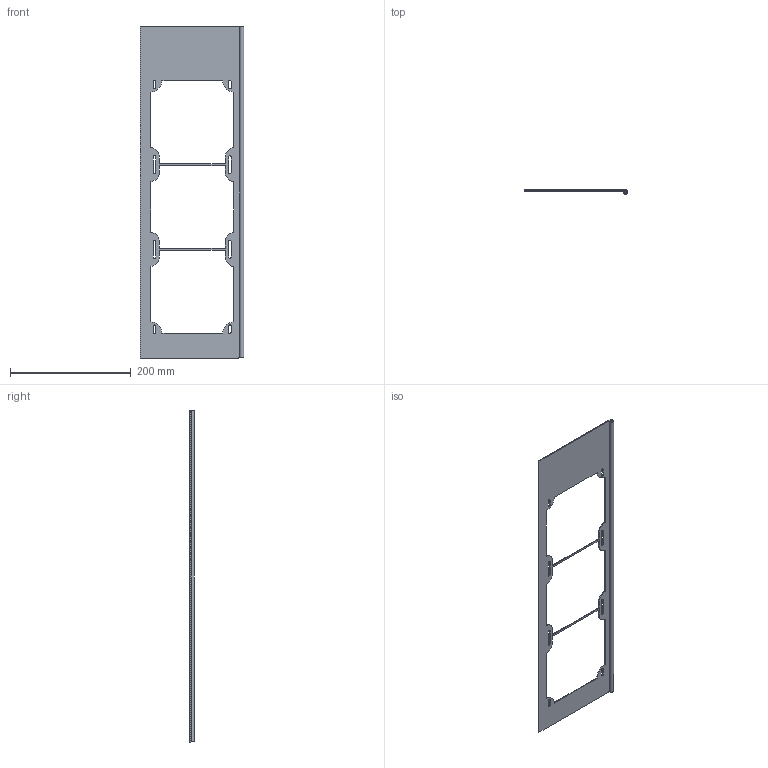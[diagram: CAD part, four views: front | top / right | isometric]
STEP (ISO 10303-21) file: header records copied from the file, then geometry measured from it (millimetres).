
FILE_DESCRIPTION (( 'STEP AP214' ), '1' );
FILE_NAME ('front-metal.STEP', '2018-10-27T15:55:29', ( '' ), ( '' ), 'SwSTEP 2.0', 'SolidWorks 2018', '' );
FILE_SCHEMA (( 'AUTOMOTIVE_DESIGN' ));
Length unit declared in the file: millimetre
Products named in the file (1): front-metal
Bounding box: 171.25 x 7 x 549 mm (x, y, z)
Volume: 69024.8 mm3; surface area: 97144.1 mm2
Topology: 1 solids, 1 shells, 90 faces, 260 edges, 172 vertices
Faces by surface type: plane 46, bspline 24, cylinder 20
Entity records: 4946 total; most frequent: CARTESIAN_POINT 2627, ORIENTED_EDGE 520, DIRECTION 386, EDGE_CURVE 260, VECTOR 172, VERTEX_POINT 172, LINE 172, EDGE_LOOP 112
